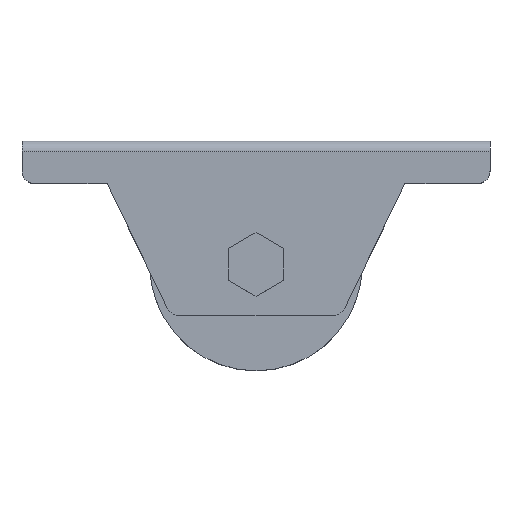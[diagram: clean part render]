
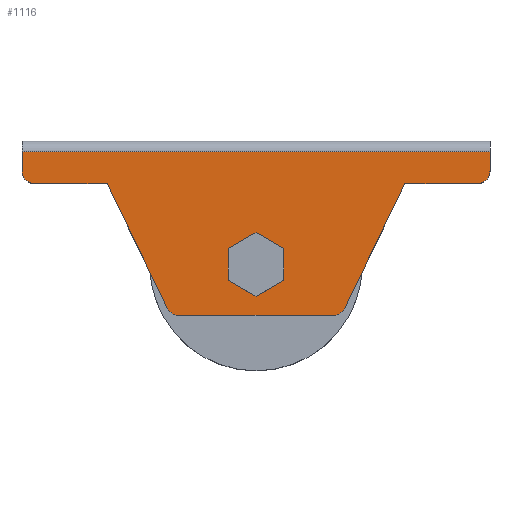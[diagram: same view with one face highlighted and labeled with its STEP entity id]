
A CAD part, top view. The second image highlights one B-rep face of the part: STEP entity #1116.
In plain terms, the highlighted planar face has unit normal (0, 0, 1).
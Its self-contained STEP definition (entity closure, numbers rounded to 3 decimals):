
#1066 = VERTEX_POINT ( 'NONE', #1998 ) ;
#1067 = EDGE_CURVE ( 'NONE', #1068, #1152, #1997, .T. ) ;
#1068 = VERTEX_POINT ( 'NONE', #1993 ) ;
#1069 = ORIENTED_EDGE ( 'NONE', *, *, #1070, .F. ) ;
#1070 = EDGE_CURVE ( 'NONE', #1133, #1068, #1992, .T. ) ;
#1071 = ORIENTED_EDGE ( 'NONE', *, *, #1072, .T. ) ;
#1072 = EDGE_CURVE ( 'NONE', #1132, #1125, #1988, .T. ) ;
#1073 = EDGE_LOOP ( 'NONE', ( #1147, #1150, #1153, #1069, #1134, #1137 ) ) ;
#1074 = VERTEX_POINT ( 'NONE', #1983 ) ;
#1076 = EDGE_CURVE ( 'NONE', #1124, #1077, #1982, .T. ) ;
#1077 = VERTEX_POINT ( 'NONE', #1978 ) ;
#1078 = ORIENTED_EDGE ( 'NONE', *, *, #1079, .T. ) ;
#1079 = EDGE_CURVE ( 'NONE', #1077, #1080, #1977, .T. ) ;
#1080 = VERTEX_POINT ( 'NONE', #1973 ) ;
#1081 = ORIENTED_EDGE ( 'NONE', *, *, #1082, .T. ) ;
#1082 = EDGE_CURVE ( 'NONE', #1080, #1083, #1972, .T. ) ;
#1083 = VERTEX_POINT ( 'NONE', #2032 ) ;
#1084 = ORIENTED_EDGE ( 'NONE', *, *, #1085, .F. ) ;
#1085 = EDGE_CURVE ( 'NONE', #1086, #1083, #2031, .T. ) ;
#1086 = VERTEX_POINT ( 'NONE', #2027 ) ;
#1087 = ORIENTED_EDGE ( 'NONE', *, *, #1088, .T. ) ;
#1088 = EDGE_CURVE ( 'NONE', #1086, #1089, #2026, .T. ) ;
#1089 = VERTEX_POINT ( 'NONE', #2021 ) ;
#1112 = EDGE_CURVE ( 'NONE', #1118, #1066, #2041, .T. ) ;
#1113 = VERTEX_POINT ( 'NONE', #2037 ) ;
#1115 = EDGE_LOOP ( 'NONE', ( #1126, #1121, #1145, #1119, #1122, #1078, #1081, #1084, #1087, #1127, #1130, #1071 ) ) ;
#1116 = ADVANCED_FACE ( 'NONE', ( #2100, #2099 ), #2098, .F. ) ;
#1117 = EDGE_CURVE ( 'NONE', #1118, #1125, #2093, .T. ) ;
#1118 = VERTEX_POINT ( 'NONE', #2089 ) ;
#1119 = ORIENTED_EDGE ( 'NONE', *, *, #1120, .T. ) ;
#1120 = EDGE_CURVE ( 'NONE', #1113, #1124, #2088, .T. ) ;
#1121 = ORIENTED_EDGE ( 'NONE', *, *, #1112, .T. ) ;
#1122 = ORIENTED_EDGE ( 'NONE', *, *, #1076, .T. ) ;
#1124 = VERTEX_POINT ( 'NONE', #2078 ) ;
#1125 = VERTEX_POINT ( 'NONE', #2077 ) ;
#1126 = ORIENTED_EDGE ( 'NONE', *, *, #1117, .F. ) ;
#1127 = ORIENTED_EDGE ( 'NONE', *, *, #1128, .T. ) ;
#1128 = EDGE_CURVE ( 'NONE', #1089, #1129, #2076, .T. ) ;
#1129 = VERTEX_POINT ( 'NONE', #2072 ) ;
#1130 = ORIENTED_EDGE ( 'NONE', *, *, #1131, .T. ) ;
#1131 = EDGE_CURVE ( 'NONE', #1129, #1132, #2071, .T. ) ;
#1132 = VERTEX_POINT ( 'NONE', #2132 ) ;
#1133 = VERTEX_POINT ( 'NONE', #2131 ) ;
#1134 = ORIENTED_EDGE ( 'NONE', *, *, #1135, .F. ) ;
#1135 = EDGE_CURVE ( 'NONE', #1136, #1133, #2130, .T. ) ;
#1136 = VERTEX_POINT ( 'NONE', #2126 ) ;
#1137 = ORIENTED_EDGE ( 'NONE', *, *, #1138, .F. ) ;
#1138 = EDGE_CURVE ( 'NONE', #1149, #1136, #2125, .T. ) ;
#1145 = ORIENTED_EDGE ( 'NONE', *, *, #1146, .T. ) ;
#1146 = EDGE_CURVE ( 'NONE', #1066, #1113, #2109, .T. ) ;
#1147 = ORIENTED_EDGE ( 'NONE', *, *, #1148, .F. ) ;
#1148 = EDGE_CURVE ( 'NONE', #1074, #1149, #2105, .T. ) ;
#1149 = VERTEX_POINT ( 'NONE', #2101 ) ;
#1150 = ORIENTED_EDGE ( 'NONE', *, *, #1151, .F. ) ;
#1151 = EDGE_CURVE ( 'NONE', #1152, #1074, #2162, .T. ) ;
#1152 = VERTEX_POINT ( 'NONE', #2158 ) ;
#1153 = ORIENTED_EDGE ( 'NONE', *, *, #1067, .F. ) ;
#1972 = CIRCLE ( 'NONE', #2036, 3. ) ;
#1973 = CARTESIAN_POINT ( 'NONE',  ( -20.819, -10.307, 13. ) ) ;
#1974 = DIRECTION ( 'NONE',  ( 0.436, -0.9, 0. ) ) ;
#1975 = VECTOR ( 'NONE', #1974, 1000. ) ;
#1976 = CARTESIAN_POINT ( 'NONE',  ( -20., -12., 13. ) ) ;
#1977 = LINE ( 'NONE', #1976, #1975 ) ;
#1978 = CARTESIAN_POINT ( 'NONE',  ( -35., 19., 13. ) ) ;
#1979 = DIRECTION ( 'NONE',  ( 1., 0., 0. ) ) ;
#1980 = VECTOR ( 'NONE', #1979, 1000. ) ;
#1981 = CARTESIAN_POINT ( 'NONE',  ( -35., 19., 13. ) ) ;
#1982 = LINE ( 'NONE', #1981, #1980 ) ;
#1983 = CARTESIAN_POINT ( 'NONE',  ( -6.5, -3.753, 13. ) ) ;
#1984 = DIRECTION ( 'NONE',  ( 0., 1., 0. ) ) ;
#1985 = DIRECTION ( 'NONE',  ( 0., 0., 1. ) ) ;
#1986 = CARTESIAN_POINT ( 'NONE',  ( 52., 22., 13. ) ) ;
#1987 = AXIS2_PLACEMENT_3D ( 'NONE', #1986, #1985, #1984 ) ;
#1988 = CIRCLE ( 'NONE', #1987, 3. ) ;
#1989 = DIRECTION ( 'NONE',  ( -0.866, 0.5, 0. ) ) ;
#1990 = VECTOR ( 'NONE', #1989, 1000. ) ;
#1991 = CARTESIAN_POINT ( 'NONE',  ( 6.5, 3.753, 13. ) ) ;
#1992 = LINE ( 'NONE', #1991, #1990 ) ;
#1993 = CARTESIAN_POINT ( 'NONE',  ( 0., 7.506, 13. ) ) ;
#1994 = DIRECTION ( 'NONE',  ( -0.866, -0.5, 0. ) ) ;
#1995 = VECTOR ( 'NONE', #1994, 1000. ) ;
#1996 = CARTESIAN_POINT ( 'NONE',  ( 0., 7.506, 13. ) ) ;
#1997 = LINE ( 'NONE', #1996, #1995 ) ;
#1998 = CARTESIAN_POINT ( 'NONE',  ( -55., 26.5, 13. ) ) ;
#2021 = CARTESIAN_POINT ( 'NONE',  ( 20.819, -10.307, 13. ) ) ;
#2022 = DIRECTION ( 'NONE',  ( 0., 1., 0. ) ) ;
#2023 = DIRECTION ( 'NONE',  ( 0., 0., 1. ) ) ;
#2024 = CARTESIAN_POINT ( 'NONE',  ( 18.119, -9., 13. ) ) ;
#2025 = AXIS2_PLACEMENT_3D ( 'NONE', #2024, #2023, #2022 ) ;
#2026 = CIRCLE ( 'NONE', #2025, 3. ) ;
#2027 = CARTESIAN_POINT ( 'NONE',  ( 18.119, -12., 13. ) ) ;
#2028 = DIRECTION ( 'NONE',  ( -1., 0., 0. ) ) ;
#2029 = VECTOR ( 'NONE', #2028, 1000. ) ;
#2030 = CARTESIAN_POINT ( 'NONE',  ( 55., -12., 13. ) ) ;
#2031 = LINE ( 'NONE', #2030, #2029 ) ;
#2032 = CARTESIAN_POINT ( 'NONE',  ( -18.119, -12., 13. ) ) ;
#2033 = DIRECTION ( 'NONE',  ( 0., 1., 0. ) ) ;
#2034 = DIRECTION ( 'NONE',  ( 0., 0., 1. ) ) ;
#2035 = CARTESIAN_POINT ( 'NONE',  ( -18.119, -9., 13. ) ) ;
#2036 = AXIS2_PLACEMENT_3D ( 'NONE', #2035, #2034, #2033 ) ;
#2037 = CARTESIAN_POINT ( 'NONE',  ( -55., 22., 13. ) ) ;
#2038 = DIRECTION ( 'NONE',  ( -1., 0., 0. ) ) ;
#2039 = VECTOR ( 'NONE', #2038, 1000. ) ;
#2040 = CARTESIAN_POINT ( 'NONE',  ( 55., 26.5, 13. ) ) ;
#2041 = LINE ( 'NONE', #2040, #2039 ) ;
#2068 = DIRECTION ( 'NONE',  ( 1., 0., 0. ) ) ;
#2069 = VECTOR ( 'NONE', #2068, 1000. ) ;
#2070 = CARTESIAN_POINT ( 'NONE',  ( 55., 19., 13. ) ) ;
#2071 = LINE ( 'NONE', #2070, #2069 ) ;
#2072 = CARTESIAN_POINT ( 'NONE',  ( 35., 19., 13. ) ) ;
#2073 = DIRECTION ( 'NONE',  ( 0.436, 0.9, 0. ) ) ;
#2074 = VECTOR ( 'NONE', #2073, 1000. ) ;
#2075 = CARTESIAN_POINT ( 'NONE',  ( 35., 19., 13. ) ) ;
#2076 = LINE ( 'NONE', #2075, #2074 ) ;
#2077 = CARTESIAN_POINT ( 'NONE',  ( 55., 22., 13. ) ) ;
#2078 = CARTESIAN_POINT ( 'NONE',  ( -52., 19., 13. ) ) ;
#2084 = DIRECTION ( 'NONE',  ( 0., 1., 0. ) ) ;
#2085 = DIRECTION ( 'NONE',  ( 0., 0., 1. ) ) ;
#2086 = CARTESIAN_POINT ( 'NONE',  ( -52., 22., 13. ) ) ;
#2087 = AXIS2_PLACEMENT_3D ( 'NONE', #2086, #2085, #2084 ) ;
#2088 = CIRCLE ( 'NONE', #2087, 3. ) ;
#2089 = CARTESIAN_POINT ( 'NONE',  ( 55., 26.5, 13. ) ) ;
#2090 = DIRECTION ( 'NONE',  ( 0., -1., 0. ) ) ;
#2091 = VECTOR ( 'NONE', #2090, 1000. ) ;
#2092 = CARTESIAN_POINT ( 'NONE',  ( 55., -12., 13. ) ) ;
#2093 = LINE ( 'NONE', #2092, #2091 ) ;
#2094 = DIRECTION ( 'NONE',  ( 0., 1., 0. ) ) ;
#2095 = DIRECTION ( 'NONE',  ( 0., 0., -1. ) ) ;
#2096 = CARTESIAN_POINT ( 'NONE',  ( 55., -12., 13. ) ) ;
#2097 = AXIS2_PLACEMENT_3D ( 'NONE', #2096, #2095, #2094 ) ;
#2098 = PLANE ( 'NONE',  #2097 ) ;
#2099 = FACE_BOUND ( 'NONE', #1073, .T. ) ;
#2100 = FACE_OUTER_BOUND ( 'NONE', #1115, .T. ) ;
#2101 = CARTESIAN_POINT ( 'NONE',  ( 0., -7.506, 13. ) ) ;
#2102 = DIRECTION ( 'NONE',  ( 0.866, -0.5, 0. ) ) ;
#2103 = VECTOR ( 'NONE', #2102, 1000. ) ;
#2104 = CARTESIAN_POINT ( 'NONE',  ( -6.5, -3.753, 13. ) ) ;
#2105 = LINE ( 'NONE', #2104, #2103 ) ;
#2106 = DIRECTION ( 'NONE',  ( 0., -1., 0. ) ) ;
#2107 = VECTOR ( 'NONE', #2106, 1000. ) ;
#2108 = CARTESIAN_POINT ( 'NONE',  ( -55., -12., 13. ) ) ;
#2109 = LINE ( 'NONE', #2108, #2107 ) ;
#2122 = DIRECTION ( 'NONE',  ( 0.866, 0.5, 0. ) ) ;
#2123 = VECTOR ( 'NONE', #2122, 1000. ) ;
#2124 = CARTESIAN_POINT ( 'NONE',  ( 0., -7.506, 13. ) ) ;
#2125 = LINE ( 'NONE', #2124, #2123 ) ;
#2126 = CARTESIAN_POINT ( 'NONE',  ( 6.5, -3.753, 13. ) ) ;
#2127 = DIRECTION ( 'NONE',  ( 0., 1., 0. ) ) ;
#2128 = VECTOR ( 'NONE', #2127, 1000. ) ;
#2129 = CARTESIAN_POINT ( 'NONE',  ( 6.5, -3.753, 13. ) ) ;
#2130 = LINE ( 'NONE', #2129, #2128 ) ;
#2131 = CARTESIAN_POINT ( 'NONE',  ( 6.5, 3.753, 13. ) ) ;
#2132 = CARTESIAN_POINT ( 'NONE',  ( 52., 19., 13. ) ) ;
#2158 = CARTESIAN_POINT ( 'NONE',  ( -6.5, 3.753, 13. ) ) ;
#2159 = DIRECTION ( 'NONE',  ( 0., -1., 0. ) ) ;
#2160 = VECTOR ( 'NONE', #2159, 1000. ) ;
#2161 = CARTESIAN_POINT ( 'NONE',  ( -6.5, 3.753, 13. ) ) ;
#2162 = LINE ( 'NONE', #2161, #2160 ) ;
